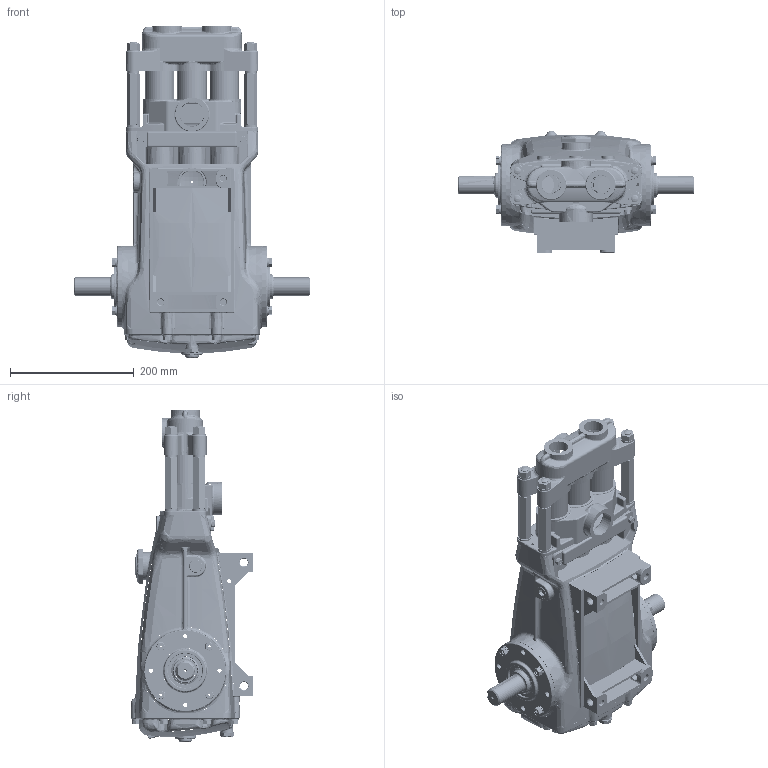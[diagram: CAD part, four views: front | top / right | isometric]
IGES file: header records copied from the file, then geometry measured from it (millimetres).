
Start section: SolidWorks IGES file using analytic representation for surfaces
Global section: file name: 2520.IGS; native system: SolidWorks 2021; preprocessor: SolidWorks 2021; author: SAL; date: 220203.144115; units: inch
Bounding box: 382 x 198 x 537.3 mm (x, y, z)
Surface area: 608670.4 mm2 (no closed solid volume)
Topology: 0 solids, 0 shells, 2198 faces, 32087 edges, 32035 vertices
Faces by surface type: bspline 1197, revolution 1001
